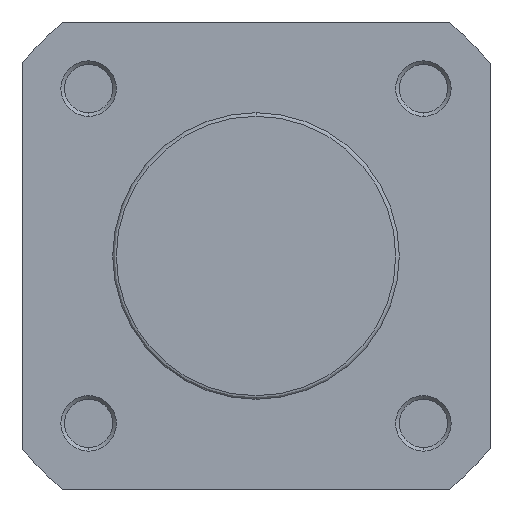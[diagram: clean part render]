
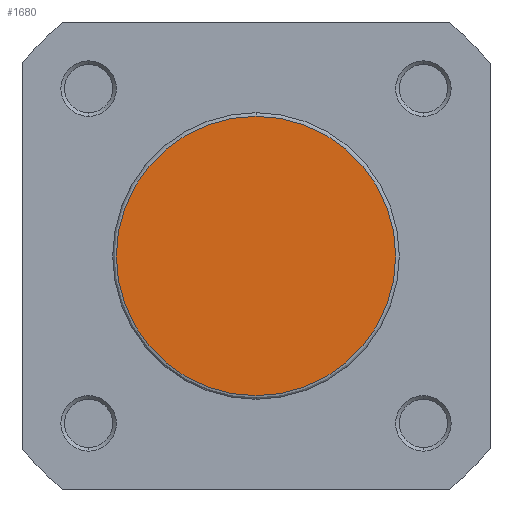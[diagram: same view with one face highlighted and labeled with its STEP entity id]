
A CAD part, left-side view. The second image highlights one B-rep face of the part: STEP entity #1680.
In plain terms, the highlighted planar face has unit normal (-1, 0, 0).
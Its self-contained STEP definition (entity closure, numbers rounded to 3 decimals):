
#85 = ORIENTED_EDGE ( 'NONE', *, *, #5219, .T. ) ;
#86 = ORIENTED_EDGE ( 'NONE', *, *, #5278, .T. ) ;
#696 = VERTEX_POINT ( 'NONE', #995 ) ;
#697 = VERTEX_POINT ( 'NONE', #996 ) ;
#995 = CARTESIAN_POINT ( 'NONE',  ( 0., 0., 19.4 ) ) ;
#996 = CARTESIAN_POINT ( 'NONE',  ( 0., 0., -19.4 ) ) ;
#1324 = CIRCLE ( 'NONE', #5719, 19.4 ) ;
#1680 = ADVANCED_FACE ( 'NONE', ( #4110 ), #2263, .F. ) ;
#2262 = CARTESIAN_POINT ( 'NONE',  ( 0., 19.9, 0. ) ) ;
#2263 = PLANE ( 'NONE',  #5538 ) ;
#2264 = DIRECTION ( 'NONE',  ( 1., 0., 0. ) ) ;
#2265 = DIRECTION ( 'NONE',  ( 0., 0., -1. ) ) ;
#3284 = CARTESIAN_POINT ( 'NONE',  ( 0., 0., 0. ) ) ;
#3285 = DIRECTION ( 'NONE',  ( -1., 0., 0. ) ) ;
#3286 = DIRECTION ( 'NONE',  ( 0., 0., -1. ) ) ;
#3427 = CARTESIAN_POINT ( 'NONE',  ( 0., 0., 0. ) ) ;
#3434 = DIRECTION ( 'NONE',  ( -1., 0., 0. ) ) ;
#3435 = DIRECTION ( 'NONE',  ( 0., 0., -1. ) ) ;
#4110 = FACE_OUTER_BOUND ( 'NONE', #6218, .T. ) ;
#4807 = CIRCLE ( 'NONE', #5688, 19.4 ) ;
#5219 = EDGE_CURVE ( 'NONE', #696, #697, #4807, .T. ) ;
#5278 = EDGE_CURVE ( 'NONE', #697, #696, #1324, .T. ) ;
#5538 = AXIS2_PLACEMENT_3D ( 'NONE', #2262, #2264, #2265 ) ;
#5688 = AXIS2_PLACEMENT_3D ( 'NONE', #3284, #3285, #3286 ) ;
#5719 = AXIS2_PLACEMENT_3D ( 'NONE', #3427, #3434, #3435 ) ;
#6218 = EDGE_LOOP ( 'NONE', ( #86, #85 ) ) ;
